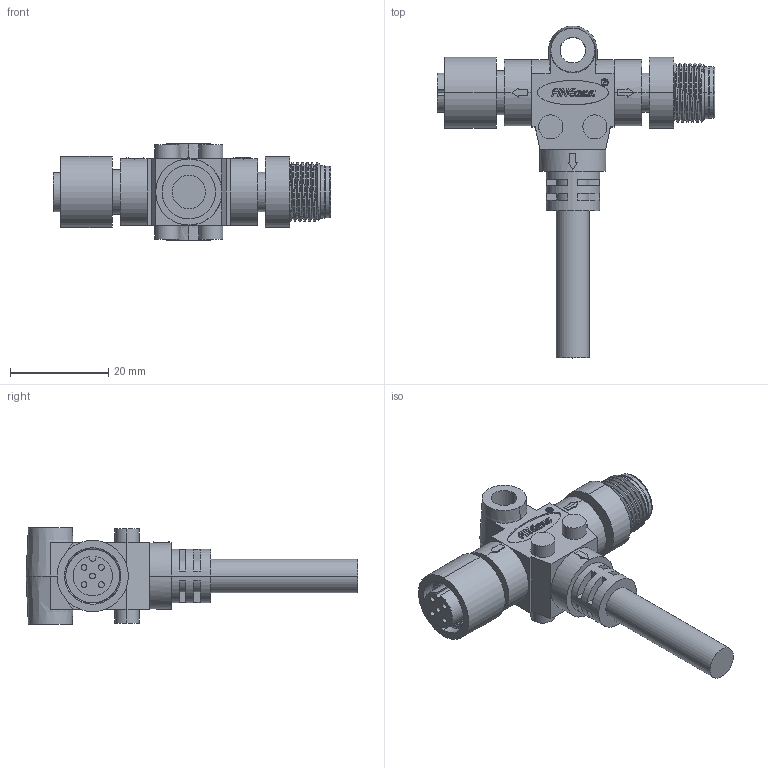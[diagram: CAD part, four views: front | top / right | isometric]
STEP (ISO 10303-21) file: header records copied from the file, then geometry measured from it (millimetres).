
FILE_DESCRIPTION (( 'STEP AP203' ), '1' );
FILE_NAME ('P270.STEP', '2020-03-31T06:59:46', ( 'edpusr' ), ( 'Microsoft' ), 'SwSTEP 2.0', 'SolidWorks 2015', '' );
FILE_SCHEMA (( 'CONFIG_CONTROL_DESIGN' ));
Length unit declared in the file: millimetre
Products named in the file (1): P270
Bounding box: 56.5 x 67.63 x 19.7 mm (x, y, z)
Volume: 11572.6 mm3; surface area: 7154.5 mm2
Topology: 2 solids, 2 shells, 708 faces, 1885 edges, 1251 vertices
Faces by surface type: plane 374, cylinder 290, bspline 34, cone 10
Entity records: 25647 total; most frequent: CARTESIAN_POINT 7768, ORIENTED_EDGE 3762, DIRECTION 3691, EDGE_CURVE 1881, AXIS2_PLACEMENT_3D 1254, VERTEX_POINT 1249, LINE 1183, VECTOR 1183
